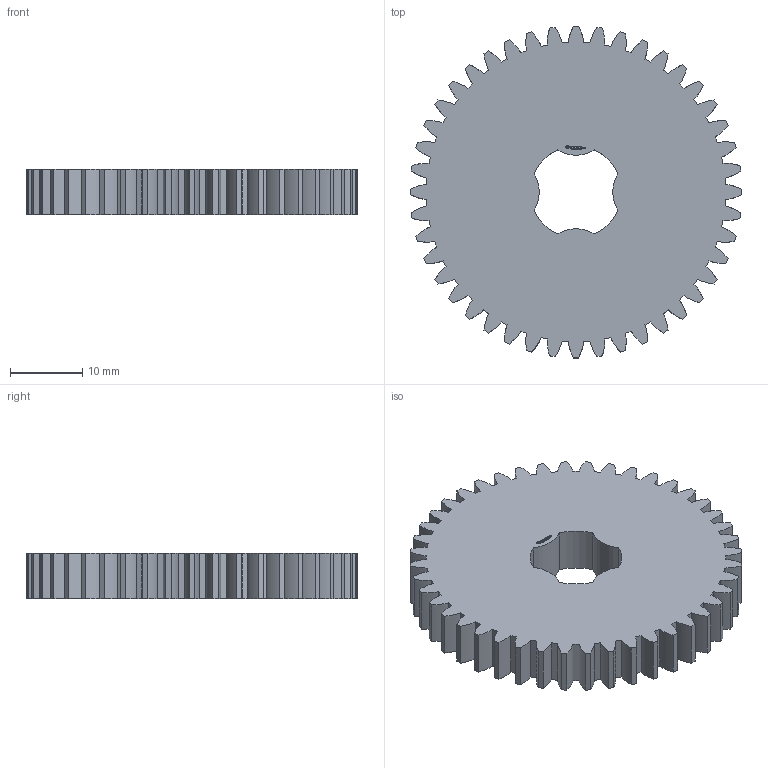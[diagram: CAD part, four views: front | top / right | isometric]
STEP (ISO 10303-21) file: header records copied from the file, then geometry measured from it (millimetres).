
FILE_DESCRIPTION(('FreeCAD Model'),'2;1');
FILE_NAME('Open CASCADE Shape Model','2024-03-10T00:38:05',(''),(''), 'Open CASCADE STEP processor 7.6','FreeCAD','Unknown');
FILE_SCHEMA(('AUTOMOTIVE_DESIGN { 1 0 10303 214 1 1 1 1 }'));
Products named in the file (1): Gear Wheel PLN TTH44 BU00.50 SFT-SHD - SPN-GWH-0154 (stemfie.org)
Bounding box: 45.99 x 45.99 x 6.25 mm (x, y, z)
Volume: 8745.6 mm3; surface area: 4812.1 mm2
Topology: 1 solids, 1 shells, 633 faces, 1803 edges, 1202 vertices
Faces by surface type: plane 333, extrusion 292, cylinder 8
Entity records: 56586 total; most frequent: CARTESIAN_POINT 18095, DIRECTION 5233, VECTOR 4501, LINE 4209, ORIENTED_EDGE 3606, PCURVE 3606, DEFINITIONAL_REPRESENTATION 3606, EDGE_CURVE 1803
